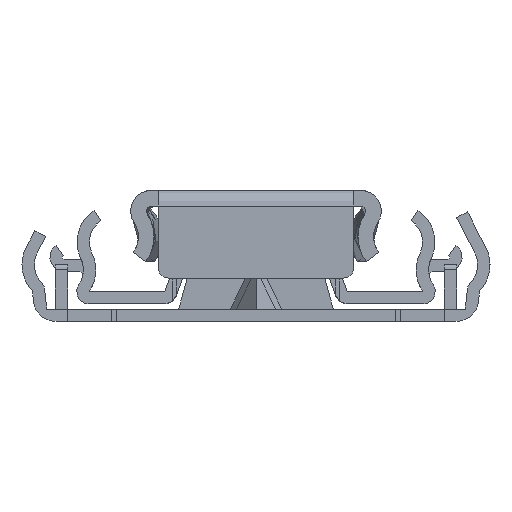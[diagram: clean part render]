
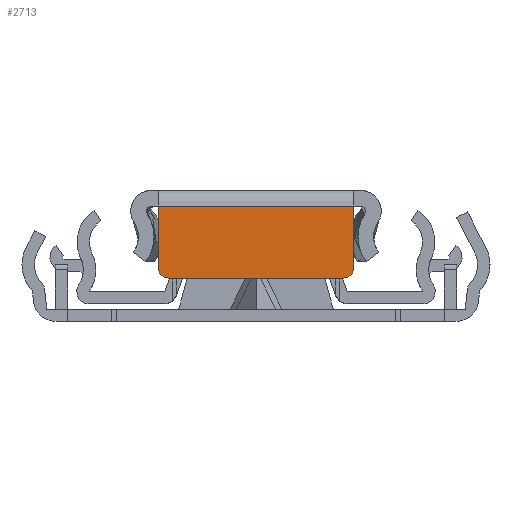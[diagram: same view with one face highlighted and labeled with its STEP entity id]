
A CAD part, left-side view. The second image highlights one B-rep face of the part: STEP entity #2713.
In plain terms, the highlighted planar face has unit normal (-1, 0, 0).
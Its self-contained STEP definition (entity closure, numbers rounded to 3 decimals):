
#151 = EDGE_CURVE ( 'NONE', #422, #12648, #4681, .T. ) ;
#422 = VERTEX_POINT ( 'NONE', #4579 ) ;
#572 = CARTESIAN_POINT ( 'NONE',  ( -320., 8.5, -6. ) ) ;
#1670 = DIRECTION ( 'NONE',  ( 0., 0., 1. ) ) ;
#2051 = VERTEX_POINT ( 'NONE', #4797 ) ;
#2431 = DIRECTION ( 'NONE',  ( 0., 0., 1. ) ) ;
#2713 = ADVANCED_FACE ( 'NONE', ( #12766 ), #10433, .T. ) ;
#2830 = VECTOR ( 'NONE', #4528, 1000. ) ;
#2988 = EDGE_CURVE ( 'NONE', #12648, #2051, #10573, .T. ) ;
#2994 = EDGE_CURVE ( 'NONE', #9621, #9975, #3791, .T. ) ;
#3355 = DIRECTION ( 'NONE',  ( 0., 1., 0. ) ) ;
#3373 = ORIENTED_EDGE ( 'NONE', *, *, #9779, .T. ) ;
#3791 = LINE ( 'NONE', #4956, #15301 ) ;
#3965 = ORIENTED_EDGE ( 'NONE', *, *, #10340, .T. ) ;
#4287 = CARTESIAN_POINT ( 'NONE',  ( -320., 0., 0. ) ) ;
#4528 = DIRECTION ( 'NONE',  ( 0., 0., 1. ) ) ;
#4579 = CARTESIAN_POINT ( 'NONE',  ( -320., -9.5, 0. ) ) ;
#4681 = LINE ( 'NONE', #11683, #11929 ) ;
#4797 = CARTESIAN_POINT ( 'NONE',  ( -320., 9.5, -6. ) ) ;
#4867 = ORIENTED_EDGE ( 'NONE', *, *, #151, .T. ) ;
#4878 = CARTESIAN_POINT ( 'NONE',  ( -320., 9.5, 0. ) ) ;
#4956 = CARTESIAN_POINT ( 'NONE',  ( -320., 9.5, -7. ) ) ;
#4991 = CARTESIAN_POINT ( 'NONE',  ( -320., 9.5, 0. ) ) ;
#5527 = VERTEX_POINT ( 'NONE', #10778 ) ;
#5538 = AXIS2_PLACEMENT_3D ( 'NONE', #6954, #13090, #2431 ) ;
#5733 = EDGE_LOOP ( 'NONE', ( #9790, #3373, #14669, #4867, #7273, #3965 ) ) ;
#5863 = CARTESIAN_POINT ( 'NONE',  ( -320., -9.5, 0. ) ) ;
#6852 = DIRECTION ( 'NONE',  ( -1., 0., 0. ) ) ;
#6954 = CARTESIAN_POINT ( 'NONE',  ( -320., -8.5, -6. ) ) ;
#7106 = LINE ( 'NONE', #5863, #2830 ) ;
#7273 = ORIENTED_EDGE ( 'NONE', *, *, #2988, .T. ) ;
#8028 = DIRECTION ( 'NONE',  ( 0., 0., 1. ) ) ;
#8289 = CIRCLE ( 'NONE', #13993, 1. ) ;
#9270 = CIRCLE ( 'NONE', #5538, 1. ) ;
#9590 = CARTESIAN_POINT ( 'NONE',  ( -320., 8.5, -7. ) ) ;
#9592 = AXIS2_PLACEMENT_3D ( 'NONE', #4287, #6852, #8028 ) ;
#9621 = VERTEX_POINT ( 'NONE', #14727 ) ;
#9779 = EDGE_CURVE ( 'NONE', #9621, #5527, #9270, .T. ) ;
#9790 = ORIENTED_EDGE ( 'NONE', *, *, #2994, .F. ) ;
#9975 = VERTEX_POINT ( 'NONE', #9590 ) ;
#10340 = EDGE_CURVE ( 'NONE', #2051, #9975, #8289, .T. ) ;
#10433 = PLANE ( 'NONE',  #9592 ) ;
#10573 = LINE ( 'NONE', #4878, #13318 ) ;
#10778 = CARTESIAN_POINT ( 'NONE',  ( -320., -9.5, -6. ) ) ;
#10811 = DIRECTION ( 'NONE',  ( -1., 0., 0. ) ) ;
#11107 = EDGE_CURVE ( 'NONE', #5527, #422, #7106, .T. ) ;
#11683 = CARTESIAN_POINT ( 'NONE',  ( -320., 9.5, 0. ) ) ;
#11731 = DIRECTION ( 'NONE',  ( 0., 0., -1. ) ) ;
#11929 = VECTOR ( 'NONE', #3355, 1000. ) ;
#12648 = VERTEX_POINT ( 'NONE', #4991 ) ;
#12766 = FACE_OUTER_BOUND ( 'NONE', #5733, .T. ) ;
#13090 = DIRECTION ( 'NONE',  ( -1., 0., 0. ) ) ;
#13135 = DIRECTION ( 'NONE',  ( 0., 1., 0. ) ) ;
#13318 = VECTOR ( 'NONE', #11731, 1000. ) ;
#13993 = AXIS2_PLACEMENT_3D ( 'NONE', #572, #10811, #1670 ) ;
#14669 = ORIENTED_EDGE ( 'NONE', *, *, #11107, .T. ) ;
#14727 = CARTESIAN_POINT ( 'NONE',  ( -320., -8.5, -7. ) ) ;
#15301 = VECTOR ( 'NONE', #13135, 1000. ) ;
